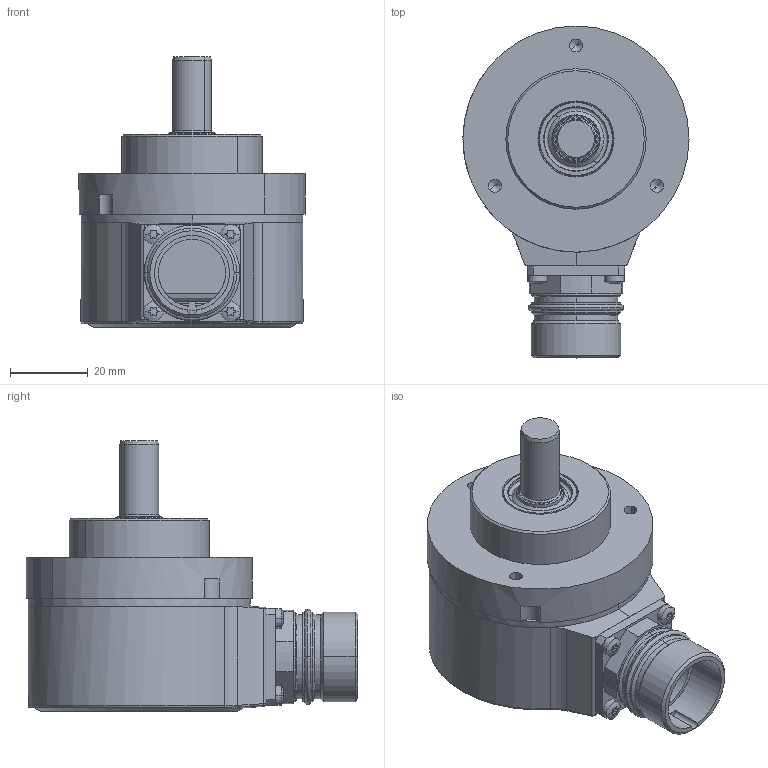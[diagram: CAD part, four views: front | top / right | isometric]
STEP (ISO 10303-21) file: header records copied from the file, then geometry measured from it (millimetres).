
FILE_DESCRIPTION((''),'2;1');
FILE_NAME('768474','2011-11-29T',('se2930'),(''),'PRO/ENGINEER BY PARAMETRIC TECHNOLOGY CORPORATION, 2010180','PRO/ENGINEER BY PARAMETRIC TECHNOLOGY CORPORATION, 2010180','');
FILE_SCHEMA(('CONFIG_CONTROL_DESIGN','SHAPE_APPEARANCE_LAYERS_GROUPS'));
Length unit declared in the file: millimetre
Products named in the file (1): 768474
Bounding box: 58 x 85.1 x 69.5 mm (x, y, z)
Volume: 61188.7 mm3; surface area: 45107.9 mm2
Topology: 16 solids, 31 shells, 1360 faces, 3670 edges, 2330 vertices
Faces by surface type: cylinder 634, plane 358, cone 218, torus 61, sphere 60, bspline 29
Entity records: 51263 total; most frequent: CARTESIAN_POINT 12624, ORIENTED_EDGE 7112, DIRECTION 7004, EDGE_CURVE 3556, AXIS2_PLACEMENT_3D 2798, VERTEX_POINT 2330, CIRCLE 1467, EDGE_LOOP 1442
